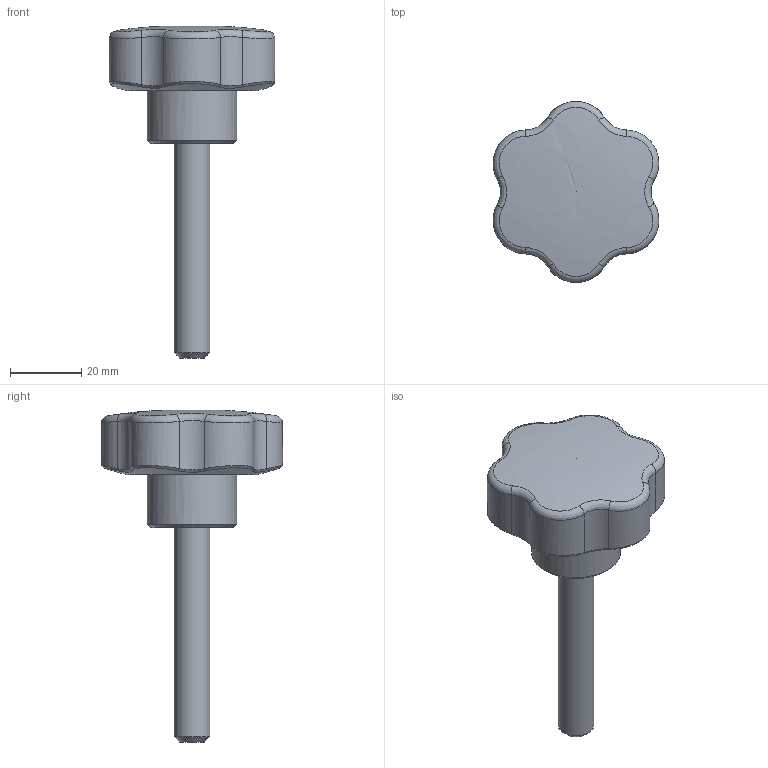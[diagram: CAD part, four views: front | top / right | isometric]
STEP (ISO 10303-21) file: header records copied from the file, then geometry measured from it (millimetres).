
FILE_DESCRIPTION( ( 'Unknown' ), '1' );
FILE_NAME( '6112290_VP50_M10x60.stp', 'Unknown', ( 'Unknown' ), ( 'Unknown' ), 'PSStep 11.0', 'Unknown', ' ' );
FILE_SCHEMA( ( 'AUTOMOTIVE_DESIGN { 1 0 10303 214 1 1 1 1 }' ) );
Length unit declared in the file: millimetre
Products named in the file (1): 6112290
Bounding box: 46.41 x 50.7 x 92.96 mm (x, y, z)
Volume: 35738.1 mm3; surface area: 12324 mm2
Topology: 1 solids, 7 shells, 94 faces, 211 edges, 131 vertices
Faces by surface type: plane 44, bspline 26, cylinder 21, cone 2, torus 1
Full cylindrical faces by diameter (mm): 10 x1, 25 x1, 35.5 x1
Entity records: 7751 total; most frequent: CARTESIAN_POINT 5123, ORIENTED_EDGE 398, DIRECTION 332, EDGE_CURVE 199, VERTEX_POINT 128, AXIS2_PLACEMENT_3D 124, EDGE_LOOP 102, FACE_OUTER_BOUND 99
